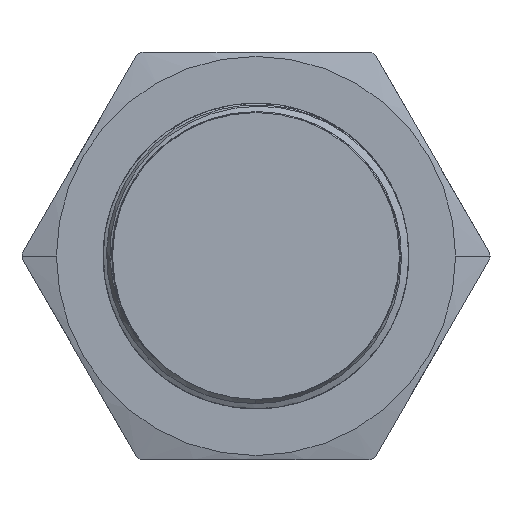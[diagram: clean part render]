
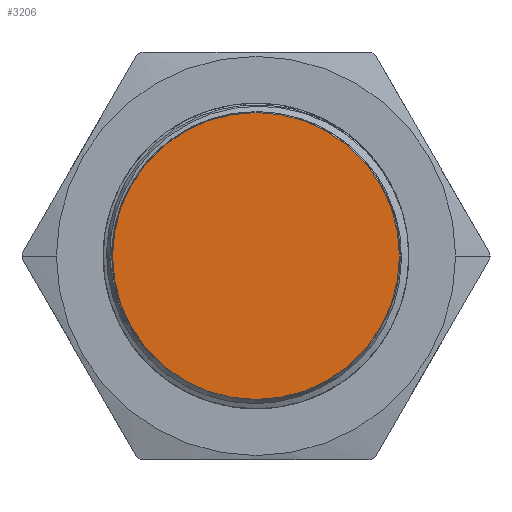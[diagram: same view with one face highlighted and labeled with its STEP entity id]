
A CAD part, front view. The second image highlights one B-rep face of the part: STEP entity #3206.
In plain terms, the highlighted planar face has unit normal (0, -1, 0).
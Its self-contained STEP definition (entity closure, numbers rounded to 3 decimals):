
#335=PLANE('',#13061);
#3206=ADVANCED_FACE('',(#3905),#335,.F.);
#3905=FACE_OUTER_BOUND('',#4592,.T.);
#4592=EDGE_LOOP('',(#5542,#5543));
#5542=ORIENTED_EDGE('',*,*,#10904,.F.);
#5543=ORIENTED_EDGE('',*,*,#10908,.F.);
#9540=VERTEX_POINT('',#26929);
#9542=VERTEX_POINT('',#26932);
#10904=EDGE_CURVE('',#9540,#9542,#12688,.T.);
#10908=EDGE_CURVE('',#9542,#9540,#12690,.T.);
#12688=CIRCLE('',#13057,8.45);
#12690=CIRCLE('',#13060,8.45);
#13057=AXIS2_PLACEMENT_3D('',#26931,#14064,#14065);
#13060=AXIS2_PLACEMENT_3D('',#26955,#14071,#14072);
#13061=AXIS2_PLACEMENT_3D('',#26956,#14073,#14074);
#14064=DIRECTION('',(0.,1.,0.));
#14065=DIRECTION('',(0.,0.,-1.));
#14071=DIRECTION('',(0.,1.,0.));
#14072=DIRECTION('',(0.,0.,1.));
#14073=DIRECTION('',(0.,1.,0.));
#14074=DIRECTION('',(-1.,0.,0.));
#26929=CARTESIAN_POINT('',(0.,0.,-8.45));
#26931=CARTESIAN_POINT('',(0.,0.,0.));
#26932=CARTESIAN_POINT('',(0.,0.,8.45));
#26955=CARTESIAN_POINT('',(0.,0.,0.));
#26956=CARTESIAN_POINT('',(0.,0.,0.));
